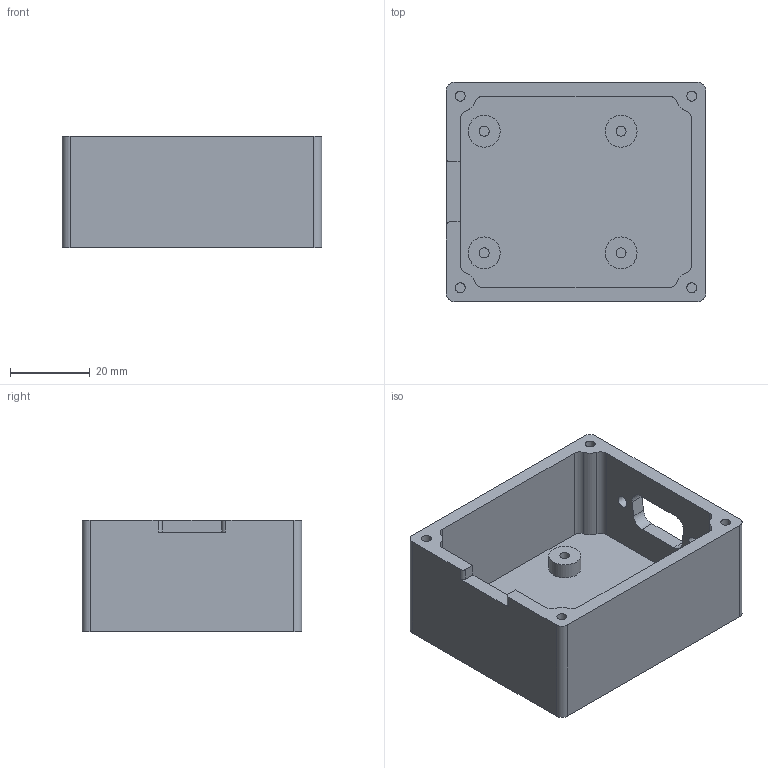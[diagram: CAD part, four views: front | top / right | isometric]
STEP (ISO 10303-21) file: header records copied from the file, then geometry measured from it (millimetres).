
FILE_DESCRIPTION(/* description */ (''),/* implementation_level */ '2;1');
FILE_NAME(/* name */ 'Case.stp',/* time_stamp */ '2015-07-20T16:56:14+01:00',/* author */ ('Oliver'),/* organization */ (''),/* preprocessor_version */ 'ST-DEVELOPER v15.6',/* originating_system */ 'Autodesk Inventor 2015',/* authorisation */ '');
FILE_SCHEMA (('AUTOMOTIVE_DESIGN { 1 0 10303 214 3 1 1 }'));
Length unit declared in the file: millimetre
Products named in the file (1): Case
Bounding box: 65 x 55 x 28 mm (x, y, z)
Volume: 31189.1 mm3; surface area: 19900.9 mm2
Topology: 1 solids, 1 shells, 66 faces, 156 edges, 104 vertices
Faces by surface type: cylinder 36, plane 30
Full cylindrical faces by diameter (mm): 2.5 x8, 3 x2, 8 x4
Entity records: 1898 total; most frequent: DIRECTION 348, CARTESIAN_POINT 313, ORIENTED_EDGE 284, EDGE_CURVE 142, AXIS2_PLACEMENT_3D 139, VERTEX_POINT 104, EDGE_LOOP 98, CIRCLE 72
